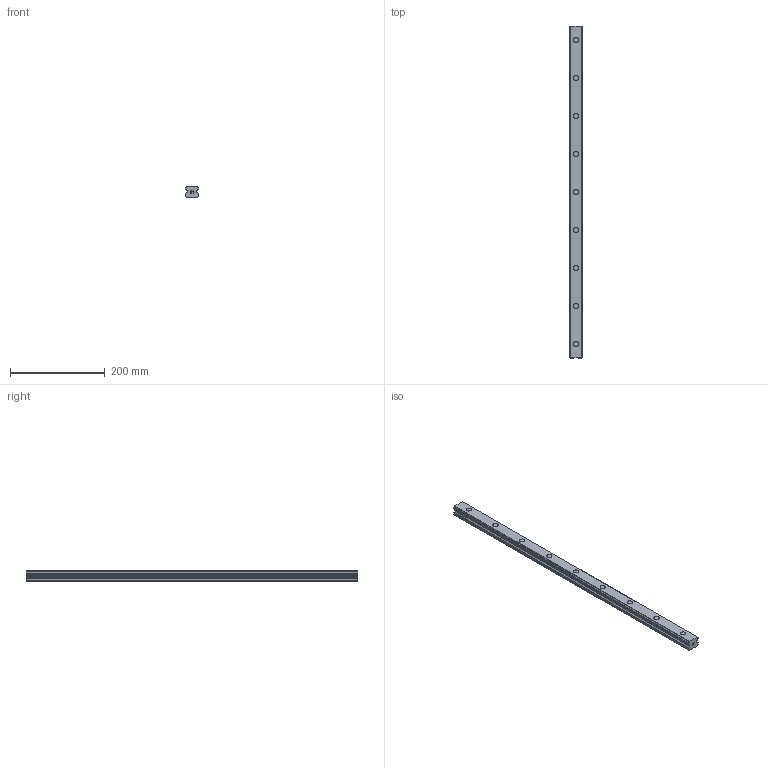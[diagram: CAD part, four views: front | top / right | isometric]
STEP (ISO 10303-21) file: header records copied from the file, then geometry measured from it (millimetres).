
FILE_DESCRIPTION(('STEP AP214'),'1');
FILE_NAME('cctmp_595FC24A-865D-4957-BC38-376FDB36E3D8_2021_02_10_13_19_55_0703..stp','2021-02-10T12:19:55',('HIWIN GmbH'),('CADClick - www.CADClick.com'),'Spatial InterOp 3D',' ','unknown authorization');
FILE_SCHEMA(('AUTOMOTIVE_DESIGN'));
Length unit declared in the file: millimetre
Products named in the file (1): EGR30R700C_FILE
Bounding box: 28 x 700 x 23 mm (x, y, z)
Volume: 391029.4 mm3; surface area: 79643.3 mm2
Topology: 1 solids, 1 shells, 184 faces, 453 edges, 302 vertices
Faces by surface type: plane 112, cylinder 72
Entity records: 6957 total; most frequent: DIRECTION 967, CARTESIAN_POINT 940, ORIENTED_EDGE 906, EDGE_CURVE 453, AXIS2_PLACEMENT_3D 329, LINE 309, VECTOR 309, VERTEX_POINT 302
